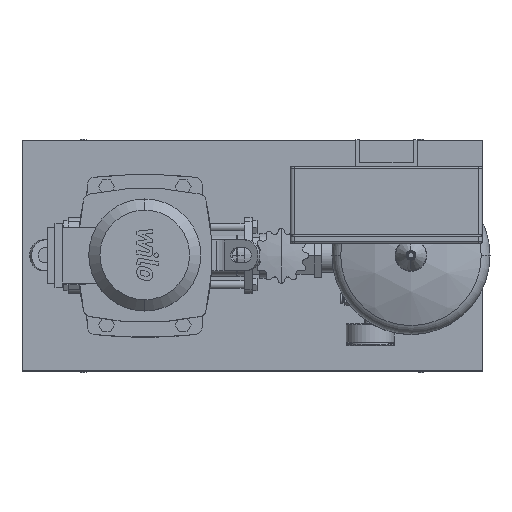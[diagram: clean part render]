
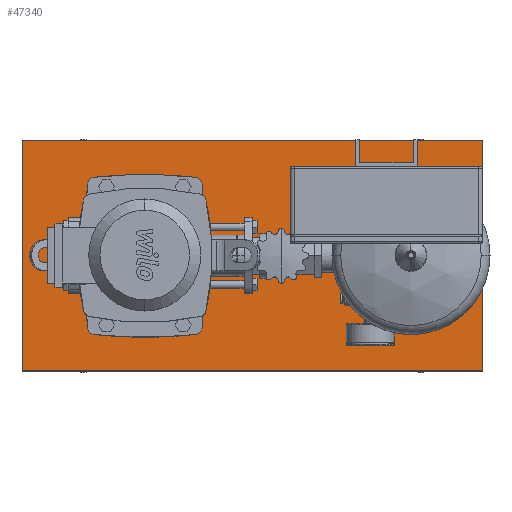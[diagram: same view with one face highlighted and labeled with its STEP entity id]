
A CAD part, top view. The second image highlights one B-rep face of the part: STEP entity #47340.
In plain terms, the highlighted planar face has unit normal (0, 0, 1).
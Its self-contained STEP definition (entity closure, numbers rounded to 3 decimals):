
#47301=CARTESIAN_POINT('',(-160.0,0.,90.0));
#47302=DIRECTION('',(0.0,0.0,1.0));
#47303=DIRECTION('',(0.0,-1.0,0.0));
#47304=AXIS2_PLACEMENT_3D('',#47301,#47302,#47303);
#47305=PLANE('',#47304);
#47306=CARTESIAN_POINT('',(440.0,-150.,90.));
#47307=VERTEX_POINT('',#47306);
#47308=CARTESIAN_POINT('',(440.0,150.,90.));
#47309=VERTEX_POINT('',#47308);
#47310=CARTESIAN_POINT('',(440.0,-150.,90.));
#47311=DIRECTION('',(0.0,1.0,0.0));
#47312=VECTOR('',#47311,300.0);
#47313=LINE('',#47310,#47312);
#47314=EDGE_CURVE('',#47307,#47309,#47313,.T.);
#47315=ORIENTED_EDGE('',*,*,#47314,.T.);
#47316=CARTESIAN_POINT('',(-160.0,150.,90.));
#47317=VERTEX_POINT('',#47316);
#47318=CARTESIAN_POINT('',(-160.0,150.,90.));
#47319=DIRECTION('',(1.0,0.0,0.0));
#47320=VECTOR('',#47319,600.0);
#47321=LINE('',#47318,#47320);
#47322=EDGE_CURVE('',#47317,#47309,#47321,.T.);
#47323=ORIENTED_EDGE('',*,*,#47322,.F.);
#47324=CARTESIAN_POINT('',(-160.0,-150.,90.));
#47325=VERTEX_POINT('',#47324);
#47326=CARTESIAN_POINT('',(-160.0,150.,90.));
#47327=DIRECTION('',(0.0,-1.0,0.0));
#47328=VECTOR('',#47327,300.0);
#47329=LINE('',#47326,#47328);
#47330=EDGE_CURVE('',#47317,#47325,#47329,.T.);
#47331=ORIENTED_EDGE('',*,*,#47330,.T.);
#47332=CARTESIAN_POINT('',(-160.0,-150.,90.));
#47333=DIRECTION('',(1.0,0.0,0.0));
#47334=VECTOR('',#47333,600.0);
#47335=LINE('',#47332,#47334);
#47336=EDGE_CURVE('',#47325,#47307,#47335,.T.);
#47337=ORIENTED_EDGE('',*,*,#47336,.T.);
#47338=EDGE_LOOP('',(#47315,#47323,#47331,#47337));
#47339=FACE_OUTER_BOUND('',#47338,.T.);
#47340=ADVANCED_FACE('',(#47339),#47305,.T.);
